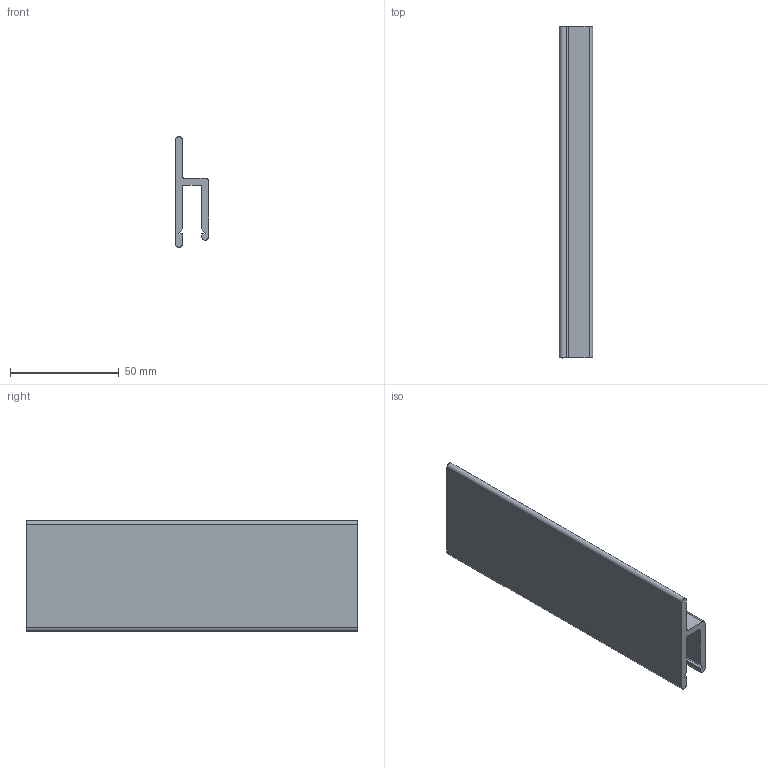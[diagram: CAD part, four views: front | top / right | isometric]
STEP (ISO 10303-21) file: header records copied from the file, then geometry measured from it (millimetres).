
FILE_DESCRIPTION(('', 'CAx-IF Rec.Pracs.---Representation and Presentation of Product Manufacturing Information (PMI)---4.0---2014-10-13'),'2;1');
FILE_NAME('SG1419.STP', '2021-03-29T17:57:39',(''), (''), 'Kubotek Kosmos Version 3.0.7268.7268', 'KeyCreator Pro', '');
FILE_SCHEMA(('AP242_MANAGED_MODEL_BASED_3D_ENGINEERING_MIM_LF { 1 0 10303 442 1 1 4 }'));
Length unit declared in the file: inch
Bounding box: 15.22 x 152.4 x 50.8 mm (x, y, z)
Volume: 41539.8 mm3; surface area: 28079.3 mm2
Topology: 1 solids, 1 shells, 22 faces, 60 edges, 40 vertices
Faces by surface type: plane 15, cylinder 7
Entity records: 722 total; most frequent: CARTESIAN_POINT 123, DIRECTION 120, ORIENTED_EDGE 120, EDGE_CURVE 60, VECTOR 46, LINE 46, VERTEX_POINT 40, AXIS2_PLACEMENT_3D 37
